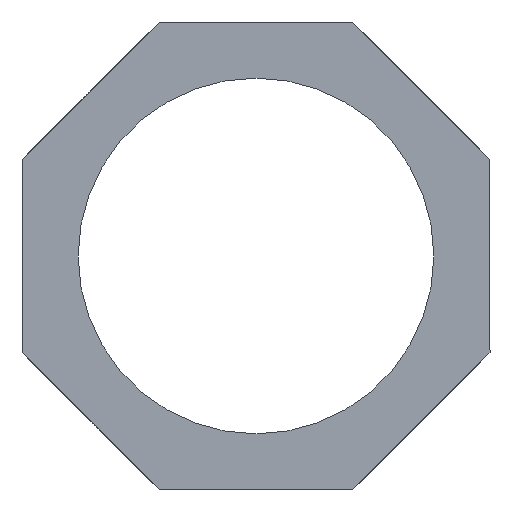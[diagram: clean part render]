
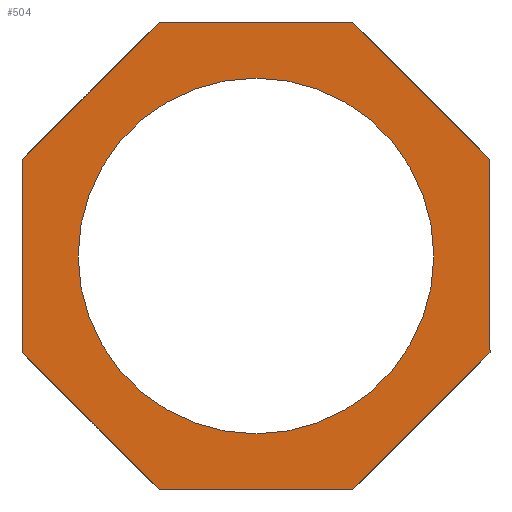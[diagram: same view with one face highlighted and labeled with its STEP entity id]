
A CAD part, front view. The second image highlights one B-rep face of the part: STEP entity #504.
In plain terms, the highlighted planar face has unit normal (0, -1, 0).
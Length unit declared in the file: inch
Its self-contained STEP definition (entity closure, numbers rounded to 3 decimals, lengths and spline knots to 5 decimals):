
#68 = ORIENTED_EDGE ( 'NONE', *, *, #1457, .T. ) ;
#83 = EDGE_CURVE ( 'NONE', #508, #1423, #1202, .T. ) ;
#92 = CARTESIAN_POINT ( 'NONE',  ( 2.5, -0.1, -1.03553 ) ) ;
#95 = CARTESIAN_POINT ( 'NONE',  ( -1.03553, -0.1, 2.5 ) ) ;
#105 = VERTEX_POINT ( 'NONE', #607 ) ;
#121 = CARTESIAN_POINT ( 'NONE',  ( 2.5, -0.1, 1.03553 ) ) ;
#135 = LINE ( 'NONE', #1470, #469 ) ;
#141 = FACE_BOUND ( 'NONE', #1410, .T. ) ;
#157 = CARTESIAN_POINT ( 'NONE',  ( -2.5, -0.1, -1.03553 ) ) ;
#180 = LINE ( 'NONE', #278, #885 ) ;
#194 = VECTOR ( 'NONE', #741, 39.37008 ) ;
#224 = ORIENTED_EDGE ( 'NONE', *, *, #993, .T. ) ;
#240 = PLANE ( 'NONE',  #837 ) ;
#243 = VERTEX_POINT ( 'NONE', #157 ) ;
#247 = CARTESIAN_POINT ( 'NONE',  ( -1.03553, -0.1, -2.5 ) ) ;
#249 = CARTESIAN_POINT ( 'NONE',  ( 2.5, -0.1, -1.03553 ) ) ;
#278 = CARTESIAN_POINT ( 'NONE',  ( -2.5, -0.1, -1.03553 ) ) ;
#282 = LINE ( 'NONE', #891, #690 ) ;
#287 = EDGE_CURVE ( 'NONE', #524, #105, #1542, .T. ) ;
#311 = ORIENTED_EDGE ( 'NONE', *, *, #602, .T. ) ;
#340 = CARTESIAN_POINT ( 'NONE',  ( 0., -0.1, 0. ) ) ;
#349 = DIRECTION ( 'NONE',  ( 0., 0., -1. ) ) ;
#350 = CARTESIAN_POINT ( 'NONE',  ( 1.03553, -0.1, -2.5 ) ) ;
#360 = DIRECTION ( 'NONE',  ( 0., 0., -1. ) ) ;
#367 = EDGE_CURVE ( 'NONE', #1440, #508, #1346, .T. ) ;
#385 = EDGE_CURVE ( 'NONE', #907, #861, #1102, .T. ) ;
#418 = VERTEX_POINT ( 'NONE', #519 ) ;
#443 = CIRCLE ( 'NONE', #1323, 1.9 ) ;
#469 = VECTOR ( 'NONE', #360, 39.37008 ) ;
#473 = ORIENTED_EDGE ( 'NONE', *, *, #385, .T. ) ;
#483 = CARTESIAN_POINT ( 'NONE',  ( 2.5, -0.1, 1.03553 ) ) ;
#504 = ADVANCED_FACE ( 'NONE', ( #1235, #141 ), #240, .T. ) ;
#508 = VERTEX_POINT ( 'NONE', #973 ) ;
#519 = CARTESIAN_POINT ( 'NONE',  ( 0., -0.1, -1.9 ) ) ;
#524 = VERTEX_POINT ( 'NONE', #121 ) ;
#602 = EDGE_CURVE ( 'NONE', #243, #1440, #180, .T. ) ;
#607 = CARTESIAN_POINT ( 'NONE',  ( 1.03553, -0.1, 2.5 ) ) ;
#609 = VERTEX_POINT ( 'NONE', #665 ) ;
#623 = DIRECTION ( 'NONE',  ( 1., 0., 0. ) ) ;
#663 = ORIENTED_EDGE ( 'NONE', *, *, #367, .T. ) ;
#665 = CARTESIAN_POINT ( 'NONE',  ( 0., -0.1, 1.9 ) ) ;
#690 = VECTOR ( 'NONE', #1371, 39.37008 ) ;
#709 = EDGE_CURVE ( 'NONE', #418, #609, #784, .T. ) ;
#724 = DIRECTION ( 'NONE',  ( -0.707, 0., 0.707 ) ) ;
#730 = CARTESIAN_POINT ( 'NONE',  ( -1.03553, -0.1, -2.5 ) ) ;
#741 = DIRECTION ( 'NONE',  ( 0., 0., 1. ) ) ;
#775 = ORIENTED_EDGE ( 'NONE', *, *, #287, .T. ) ;
#784 = CIRCLE ( 'NONE', #857, 1.9 ) ;
#793 = DIRECTION ( 'NONE',  ( 0.707, 0., -0.707 ) ) ;
#831 = DIRECTION ( 'NONE',  ( 0.707, 0., 0.707 ) ) ;
#837 = AXIS2_PLACEMENT_3D ( 'NONE', #1593, #1000, #1097 ) ;
#857 = AXIS2_PLACEMENT_3D ( 'NONE', #1564, #1050, #1540 ) ;
#861 = VERTEX_POINT ( 'NONE', #1178 ) ;
#885 = VECTOR ( 'NONE', #793, 39.37008 ) ;
#891 = CARTESIAN_POINT ( 'NONE',  ( 1.03553, -0.1, 2.5 ) ) ;
#907 = VERTEX_POINT ( 'NONE', #95 ) ;
#973 = CARTESIAN_POINT ( 'NONE',  ( 1.03553, -0.1, -2.5 ) ) ;
#982 = ORIENTED_EDGE ( 'NONE', *, *, #83, .T. ) ;
#985 = DIRECTION ( 'NONE',  ( -0.707, 0., -0.707 ) ) ;
#993 = EDGE_CURVE ( 'NONE', #861, #243, #135, .T. ) ;
#995 = CARTESIAN_POINT ( 'NONE',  ( -1.03553, -0.1, 2.5 ) ) ;
#1000 = DIRECTION ( 'NONE',  ( 0., -1., 0. ) ) ;
#1021 = EDGE_LOOP ( 'NONE', ( #775, #1398, #473, #224, #311, #663, #982, #68 ) ) ;
#1050 = DIRECTION ( 'NONE',  ( 0., -1., 0. ) ) ;
#1097 = DIRECTION ( 'NONE',  ( 0., 0., -1. ) ) ;
#1098 = EDGE_CURVE ( 'NONE', #105, #907, #282, .T. ) ;
#1102 = LINE ( 'NONE', #995, #1137 ) ;
#1114 = VECTOR ( 'NONE', #724, 39.37008 ) ;
#1137 = VECTOR ( 'NONE', #985, 39.37008 ) ;
#1166 = VECTOR ( 'NONE', #623, 39.37008 ) ;
#1178 = CARTESIAN_POINT ( 'NONE',  ( -2.5, -0.1, 1.03553 ) ) ;
#1202 = LINE ( 'NONE', #350, #1422 ) ;
#1235 = FACE_OUTER_BOUND ( 'NONE', #1021, .T. ) ;
#1323 = AXIS2_PLACEMENT_3D ( 'NONE', #340, #1438, #349 ) ;
#1340 = LINE ( 'NONE', #249, #194 ) ;
#1346 = LINE ( 'NONE', #247, #1166 ) ;
#1371 = DIRECTION ( 'NONE',  ( -1., 0., 0. ) ) ;
#1398 = ORIENTED_EDGE ( 'NONE', *, *, #1098, .T. ) ;
#1410 = EDGE_LOOP ( 'NONE', ( #1539, #1537 ) ) ;
#1422 = VECTOR ( 'NONE', #831, 39.37008 ) ;
#1423 = VERTEX_POINT ( 'NONE', #92 ) ;
#1435 = EDGE_CURVE ( 'NONE', #609, #418, #443, .T. ) ;
#1438 = DIRECTION ( 'NONE',  ( 0., -1., 0. ) ) ;
#1440 = VERTEX_POINT ( 'NONE', #730 ) ;
#1457 = EDGE_CURVE ( 'NONE', #1423, #524, #1340, .T. ) ;
#1470 = CARTESIAN_POINT ( 'NONE',  ( -2.5, -0.1, 1.03553 ) ) ;
#1537 = ORIENTED_EDGE ( 'NONE', *, *, #709, .F. ) ;
#1539 = ORIENTED_EDGE ( 'NONE', *, *, #1435, .F. ) ;
#1540 = DIRECTION ( 'NONE',  ( 0., 0., -1. ) ) ;
#1542 = LINE ( 'NONE', #483, #1114 ) ;
#1564 = CARTESIAN_POINT ( 'NONE',  ( 0., -0.1, 0. ) ) ;
#1593 = CARTESIAN_POINT ( 'NONE',  ( 0., -0.1, 0. ) ) ;
